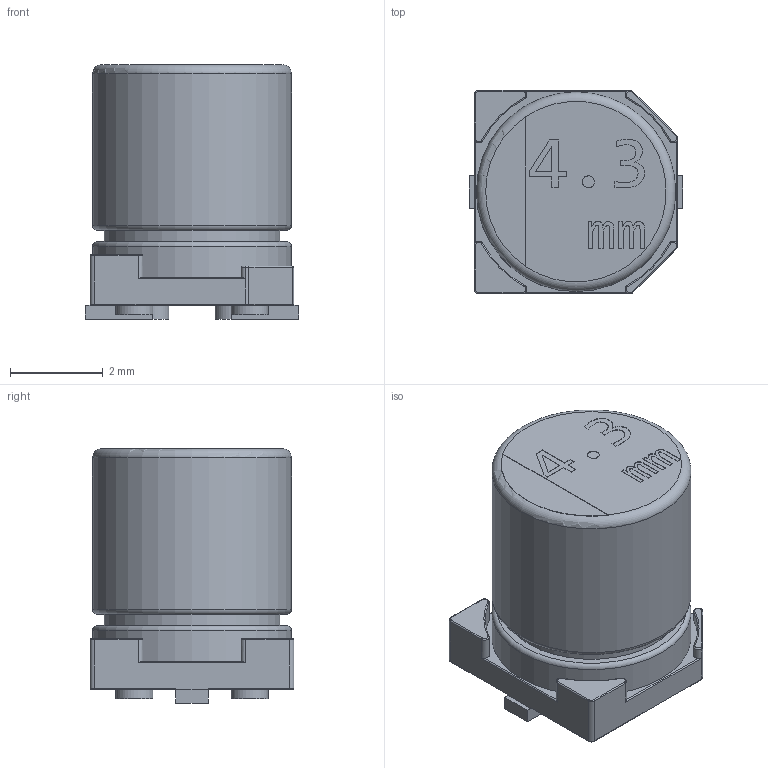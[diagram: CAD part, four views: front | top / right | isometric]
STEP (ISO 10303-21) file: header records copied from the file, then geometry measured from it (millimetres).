
FILE_DESCRIPTION(/* description */ (''),/* implementation_level */ '2;1');
FILE_NAME(/* name */ 'CAP ALSMD - POLY - 4.3 x 4.3 x 5.5.step',/* time_stamp */ '2019-12-02T01:11:55+00:00',/* author */ (''),/* organization */ (''),/* preprocessor_version */ 'ST-DEVELOPER v18',/* originating_system */ 'Autodesk Translation Framework v8.12.0.6',/* authorisation */ '');
FILE_SCHEMA (('AUTOMOTIVE_DESIGN { 1 0 10303 214 3 1 1 }'));
Length unit declared in the file: millimetre
Products named in the file (1): CAP ALSMD - POLY - 4.3 x 4.3 x 5.5
Bounding box: 4.6 x 4.4 x 5.5 mm (x, y, z)
Volume: 78.8 mm3; surface area: 122.7 mm2
Topology: 1 solids, 1 shells, 259 faces, 699 edges, 455 vertices
Faces by surface type: bspline 108, plane 78, cylinder 46, torus 27
Full cylindrical faces by diameter (mm): 0.8 x4, 3.8 x1, 4.3 x2
Entity records: 9273 total; most frequent: CARTESIAN_POINT 3346, ORIENTED_EDGE 1398, DIRECTION 902, EDGE_CURVE 699, VERTEX_POINT 455, LINE 336, VECTOR 336, AXIS2_PLACEMENT_3D 283
